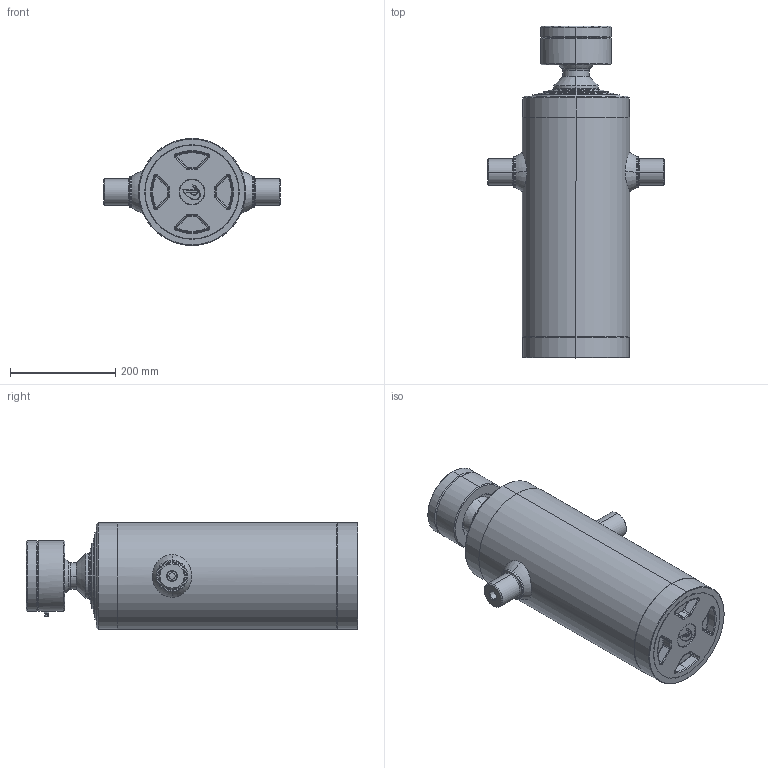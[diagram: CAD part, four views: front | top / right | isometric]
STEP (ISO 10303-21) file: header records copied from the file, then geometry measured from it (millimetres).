
FILE_DESCRIPTION (( 'STEP AP203' ), '1' );
FILE_NAME ('525.IR.STEP', '2014-10-23T07:10:56', ( '' ), ( '' ), 'SwSTEP 2.0', 'SolidWorks 2013', '' );
FILE_SCHEMA (( 'CONFIG_CONTROL_DESIGN' ));
Length unit declared in the file: millimetre
Products named in the file (1): 525.IR
Bounding box: 337 x 632 x 204 mm (x, y, z)
Surface area: 1337937.4 mm2 (no closed solid volume)
Topology: 0 solids, 24 shells, 289 faces, 792 edges, 504 vertices
Faces by surface type: cylinder 90, cone 83, torus 58, plane 47, bspline 6, sphere 5
Entity records: 10777 total; most frequent: CARTESIAN_POINT 3361, DIRECTION 1754, ORIENTED_EDGE 1291, EDGE_CURVE 785, AXIS2_PLACEMENT_3D 744, VERTEX_POINT 500, CIRCLE 460, EDGE_LOOP 312
